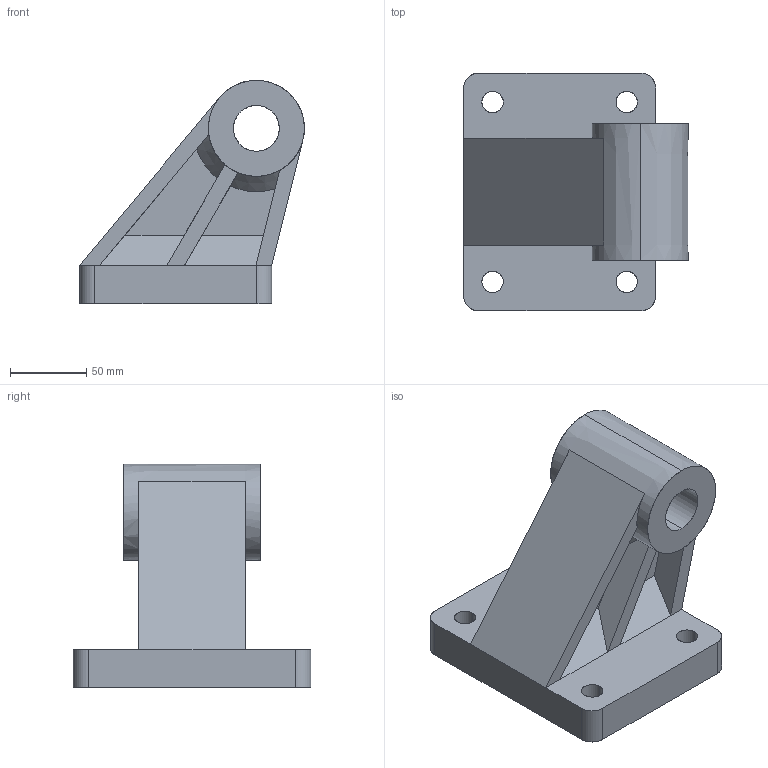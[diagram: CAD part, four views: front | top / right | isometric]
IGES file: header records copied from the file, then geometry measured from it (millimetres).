
Start section: SolidWorks IGES file using analytic representation for surfaces
Global section: file name: PMB  160  YB  .IGS; native system: SolidWorks 2010; preprocessor: SolidWorks 2010; author: Yeni; date: 131216.104937; units: millimetre
Bounding box: 147.5 x 156 x 146.5 mm (x, y, z)
Surface area: 114790 mm2 (no closed solid volume)
Topology: 0 solids, 0 shells, 54 faces, 895 edges, 895 vertices
Faces by surface type: bspline 33, revolution 21
